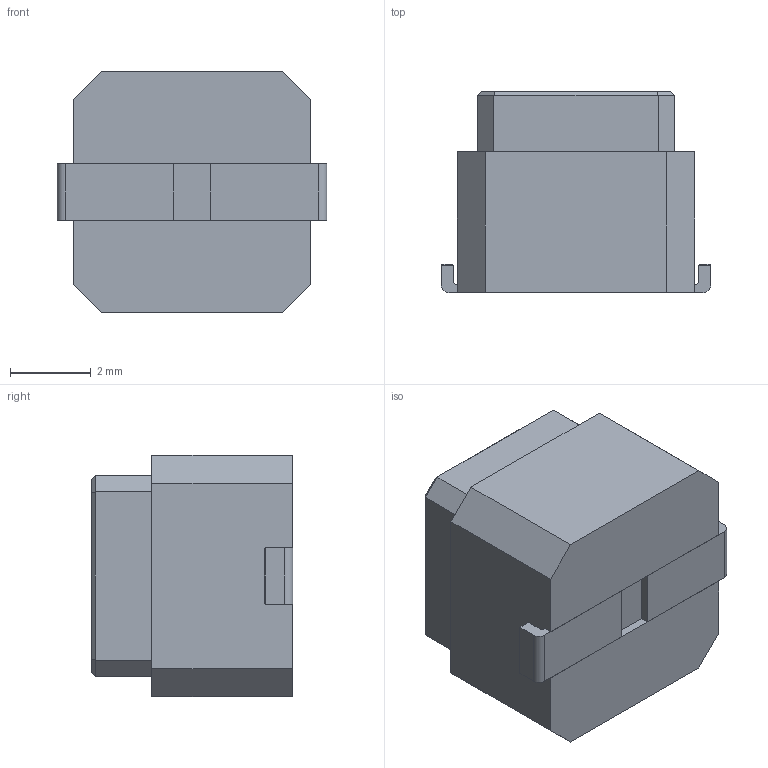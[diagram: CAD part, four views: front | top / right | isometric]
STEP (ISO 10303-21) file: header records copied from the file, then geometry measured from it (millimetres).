
FILE_DESCRIPTION (( 'STEP AP214' ), '1' );
FILE_NAME ('alps_SKPMAME010.STEP', '2022-02-11T19:15:41', ( '' ), ( '' ), 'SwSTEP 2.0', 'SolidWorks 2021', '' );
FILE_SCHEMA (( 'AUTOMOTIVE_DESIGN' ));
Length unit declared in the file: millimetre
Products named in the file (1): alps_SKPMAME010
Bounding box: 6.7 x 5 x 6 mm (x, y, z)
Volume: 155.6 mm3; surface area: 272.8 mm2
Topology: 4 solids, 4 shells, 83 faces, 194 edges, 124 vertices
Faces by surface type: plane 77, cylinder 6
Entity records: 2373 total; most frequent: CARTESIAN_POINT 402, ORIENTED_EDGE 388, DIRECTION 374, EDGE_CURVE 194, VECTOR 182, LINE 182, VERTEX_POINT 124, AXIS2_PLACEMENT_3D 96
